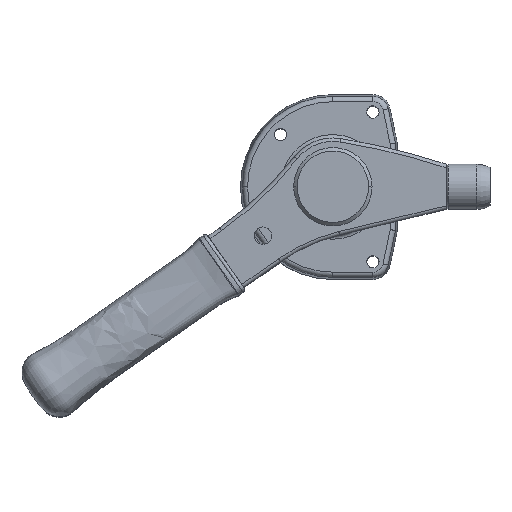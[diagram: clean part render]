
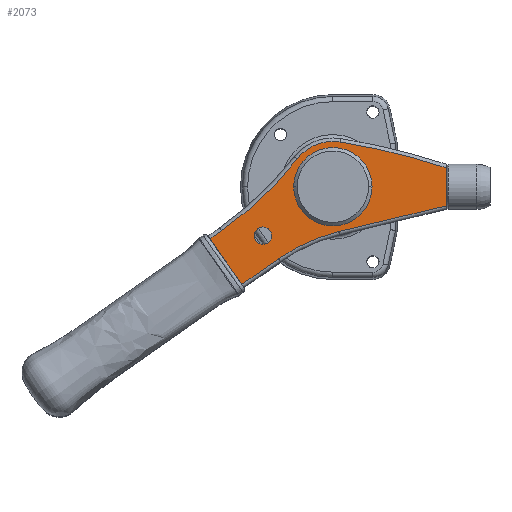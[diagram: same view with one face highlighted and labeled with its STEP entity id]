
A CAD part, top view. The second image highlights one B-rep face of the part: STEP entity #2073.
In plain terms, the highlighted face is planar.
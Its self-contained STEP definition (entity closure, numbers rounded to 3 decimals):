
#1928 = EDGE_CURVE ( 'NONE', #1929, #1994, #22217, .T. ) ;
#1929 = VERTEX_POINT ( 'NONE', #22286 ) ;
#1971 = VERTEX_POINT ( 'NONE', #22372 ) ;
#1994 = VERTEX_POINT ( 'NONE', #22459 ) ;
#1999 = EDGE_CURVE ( 'NONE', #2000, #1971, #22449, .T. ) ;
#2000 = VERTEX_POINT ( 'NONE', #22444 ) ;
#2024 = EDGE_CURVE ( 'NONE', #2025, #2026, #22499, .T. ) ;
#2025 = VERTEX_POINT ( 'NONE', #22562 ) ;
#2026 = VERTEX_POINT ( 'NONE', #22561 ) ;
#2041 = ORIENTED_EDGE ( 'NONE', *, *, #2042, .T. ) ;
#2042 = EDGE_CURVE ( 'NONE', #2067, #2043, #22597, .T. ) ;
#2043 = VERTEX_POINT ( 'NONE', #22593 ) ;
#2044 = ORIENTED_EDGE ( 'NONE', *, *, #2045, .T. ) ;
#2045 = EDGE_CURVE ( 'NONE', #2043, #2080, #22591, .T. ) ;
#2046 = EDGE_LOOP ( 'NONE', ( #2047, #2048 ) ) ;
#2047 = ORIENTED_EDGE ( 'NONE', *, *, #1999, .T. ) ;
#2048 = ORIENTED_EDGE ( 'NONE', *, *, #2072, .T. ) ;
#2053 = EDGE_CURVE ( 'NONE', #2080, #2054, #22575, .T. ) ;
#2054 = VERTEX_POINT ( 'NONE', #22570 ) ;
#2055 = ORIENTED_EDGE ( 'NONE', *, *, #2056, .T. ) ;
#2056 = EDGE_CURVE ( 'NONE', #2054, #2026, #22569, .T. ) ;
#2057 = ORIENTED_EDGE ( 'NONE', *, *, #2024, .F. ) ;
#2058 = ORIENTED_EDGE ( 'NONE', *, *, #2059, .T. ) ;
#2059 = EDGE_CURVE ( 'NONE', #2025, #2060, #22629, .T. ) ;
#2060 = VERTEX_POINT ( 'NONE', #22625 ) ;
#2061 = ORIENTED_EDGE ( 'NONE', *, *, #2062, .T. ) ;
#2062 = EDGE_CURVE ( 'NONE', #2060, #2063, #22624, .T. ) ;
#2063 = VERTEX_POINT ( 'NONE', #22619 ) ;
#2064 = ORIENTED_EDGE ( 'NONE', *, *, #2065, .T. ) ;
#2065 = EDGE_CURVE ( 'NONE', #2063, #2066, #22618, .T. ) ;
#2066 = VERTEX_POINT ( 'NONE', #22614 ) ;
#2067 = VERTEX_POINT ( 'NONE', #22613 ) ;
#2072 = EDGE_CURVE ( 'NONE', #1971, #2000, #22612, .T. ) ;
#2073 = ADVANCED_FACE ( 'NONE', ( #22607, #22606, #22605 ), #22604, .F. ) ;
#2074 = EDGE_LOOP ( 'NONE', ( #2075, #2076 ) ) ;
#2075 = ORIENTED_EDGE ( 'NONE', *, *, #1928, .T. ) ;
#2076 = ORIENTED_EDGE ( 'NONE', *, *, #2077, .T. ) ;
#2077 = EDGE_CURVE ( 'NONE', #1994, #1929, #22599, .T. ) ;
#2078 = EDGE_LOOP ( 'NONE', ( #2079, #2055, #2057, #2058, #2061, #2064, #2128, #2041, #2044 ) ) ;
#2079 = ORIENTED_EDGE ( 'NONE', *, *, #2053, .T. ) ;
#2080 = VERTEX_POINT ( 'NONE', #22656 ) ;
#2128 = ORIENTED_EDGE ( 'NONE', *, *, #2129, .F. ) ;
#2129 = EDGE_CURVE ( 'NONE', #2067, #2066, #22706, .T. ) ;
#22215 = CARTESIAN_POINT ( 'NONE',  ( 0., 0., -13. ) ) ;
#22216 = AXIS2_PLACEMENT_3D ( 'NONE', #22215, #22288, #22287 ) ;
#22217 = CIRCLE ( 'NONE', #22216, 13.1 ) ;
#22286 = CARTESIAN_POINT ( 'NONE',  ( -13.1, 0., -13. ) ) ;
#22287 = DIRECTION ( 'NONE',  ( 1., 0., 0. ) ) ;
#22288 = DIRECTION ( 'NONE',  ( 0., 0., 1. ) ) ;
#22372 = CARTESIAN_POINT ( 'NONE',  ( 45.188, -28.105, -13. ) ) ;
#22444 = CARTESIAN_POINT ( 'NONE',  ( 35.088, -28.105, -13. ) ) ;
#22445 = DIRECTION ( 'NONE',  ( 1., 0., 0. ) ) ;
#22446 = DIRECTION ( 'NONE',  ( 0., 0., 1. ) ) ;
#22447 = CARTESIAN_POINT ( 'NONE',  ( 40.138, -28.105, -13. ) ) ;
#22448 = AXIS2_PLACEMENT_3D ( 'NONE', #22447, #22446, #22445 ) ;
#22449 = CIRCLE ( 'NONE', #22448, 5.05 ) ;
#22459 = CARTESIAN_POINT ( 'NONE',  ( 13.1, 0., -13. ) ) ;
#22499 = LINE ( 'NONE', #22565, #22564 ) ;
#22538 = CARTESIAN_POINT ( 'NONE',  ( 59.019, -367.288, -13. ) ) ;
#22561 = CARTESIAN_POINT ( 'NONE',  ( 70.614, -29.912, -13. ) ) ;
#22562 = CARTESIAN_POINT ( 'NONE',  ( 52.259, -56.125, -13. ) ) ;
#22563 = DIRECTION ( 'NONE',  ( 0.574, 0.819, 0. ) ) ;
#22564 = VECTOR ( 'NONE', #22563, 1000. ) ;
#22565 = CARTESIAN_POINT ( 'NONE',  ( 51.112, -57.763, -13. ) ) ;
#22566 = DIRECTION ( 'NONE',  ( 0.819, -0.574, 0. ) ) ;
#22567 = VECTOR ( 'NONE', #22566, 1000. ) ;
#22568 = CARTESIAN_POINT ( 'NONE',  ( 49.581, -15.185, -13. ) ) ;
#22569 = LINE ( 'NONE', #22568, #22567 ) ;
#22570 = CARTESIAN_POINT ( 'NONE',  ( 63.883, -25.199, -13. ) ) ;
#22571 = DIRECTION ( 'NONE',  ( 1., 0., 0. ) ) ;
#22572 = DIRECTION ( 'NONE',  ( 0., 0., 1. ) ) ;
#22573 = CARTESIAN_POINT ( 'NONE',  ( 179.745, 140.27, -13. ) ) ;
#22574 = AXIS2_PLACEMENT_3D ( 'NONE', #22573, #22572, #22571 ) ;
#22575 = CIRCLE ( 'NONE', #22574, 202. ) ;
#22587 = DIRECTION ( 'NONE',  ( 1., 0., 0. ) ) ;
#22588 = DIRECTION ( 'NONE',  ( 0., 0., -1. ) ) ;
#22589 = CARTESIAN_POINT ( 'NONE',  ( 0., 0., -13. ) ) ;
#22590 = AXIS2_PLACEMENT_3D ( 'NONE', #22589, #22588, #22587 ) ;
#22591 = CIRCLE ( 'NONE', #22590, 26. ) ;
#22593 = CARTESIAN_POINT ( 'NONE',  ( -4.125, 25.671, -13. ) ) ;
#22594 = DIRECTION ( 'NONE',  ( 1., 0., 0. ) ) ;
#22595 = DIRECTION ( 'NONE',  ( 0., 0., -1. ) ) ;
#22596 = AXIS2_PLACEMENT_3D ( 'NONE', #22538, #22595, #22594 ) ;
#22597 = CIRCLE ( 'NONE', #22596, 398. ) ;
#22598 = AXIS2_PLACEMENT_3D ( 'NONE', #22659, #22658, #22657 ) ;
#22599 = CIRCLE ( 'NONE', #22598, 13.1 ) ;
#22600 = DIRECTION ( 'NONE',  ( 1., 0., 0. ) ) ;
#22601 = DIRECTION ( 'NONE',  ( 0., 0., 1. ) ) ;
#22602 = CARTESIAN_POINT ( 'NONE',  ( -27.278, -124.951, -13. ) ) ;
#22603 = AXIS2_PLACEMENT_3D ( 'NONE', #22602, #22601, #22600 ) ;
#22604 = PLANE ( 'NONE',  #22603 ) ;
#22605 = FACE_BOUND ( 'NONE', #2046, .T. ) ;
#22606 = FACE_OUTER_BOUND ( 'NONE', #2078, .T. ) ;
#22607 = FACE_BOUND ( 'NONE', #2074, .T. ) ;
#22608 = DIRECTION ( 'NONE',  ( 1., 0., 0. ) ) ;
#22609 = DIRECTION ( 'NONE',  ( 0., 0., 1. ) ) ;
#22610 = CARTESIAN_POINT ( 'NONE',  ( 40.138, -28.105, -13. ) ) ;
#22611 = AXIS2_PLACEMENT_3D ( 'NONE', #22610, #22609, #22608 ) ;
#22612 = CIRCLE ( 'NONE', #22611, 5.05 ) ;
#22613 = CARTESIAN_POINT ( 'NONE',  ( -65., 10.896, -13. ) ) ;
#22614 = CARTESIAN_POINT ( 'NONE',  ( -65., -10.943, -13. ) ) ;
#22615 = DIRECTION ( 'NONE',  ( -0.972, 0.234, 0. ) ) ;
#22616 = VECTOR ( 'NONE', #22615, 1000. ) ;
#22617 = CARTESIAN_POINT ( 'NONE',  ( -3.384, -25.789, -13. ) ) ;
#22618 = LINE ( 'NONE', #22617, #22616 ) ;
#22619 = CARTESIAN_POINT ( 'NONE',  ( -3.384, -25.789, -13. ) ) ;
#22620 = DIRECTION ( 'NONE',  ( 1., 0., 0. ) ) ;
#22621 = DIRECTION ( 'NONE',  ( 0., 0., 1. ) ) ;
#22622 = CARTESIAN_POINT ( 'NONE',  ( -27.278, -124.951, -13. ) ) ;
#22623 = AXIS2_PLACEMENT_3D ( 'NONE', #22622, #22621, #22620 ) ;
#22624 = CIRCLE ( 'NONE', #22623, 102. ) ;
#22625 = CARTESIAN_POINT ( 'NONE',  ( 31.227, -41.398, -13. ) ) ;
#22626 = DIRECTION ( 'NONE',  ( -0.819, 0.574, 0. ) ) ;
#22627 = VECTOR ( 'NONE', #22626, 1000. ) ;
#22628 = CARTESIAN_POINT ( 'NONE',  ( 31.227, -41.398, -13. ) ) ;
#22629 = LINE ( 'NONE', #22628, #22627 ) ;
#22656 = CARTESIAN_POINT ( 'NONE',  ( 20.497, 15.996, -13. ) ) ;
#22657 = DIRECTION ( 'NONE',  ( 1., 0., 0. ) ) ;
#22658 = DIRECTION ( 'NONE',  ( 0., 0., 1. ) ) ;
#22659 = CARTESIAN_POINT ( 'NONE',  ( 0., 0., -13. ) ) ;
#22703 = DIRECTION ( 'NONE',  ( 0., -1., 0. ) ) ;
#22704 = VECTOR ( 'NONE', #22703, 1000. ) ;
#22705 = CARTESIAN_POINT ( 'NONE',  ( -65., -13., -13. ) ) ;
#22706 = LINE ( 'NONE', #22705, #22704 ) ;
